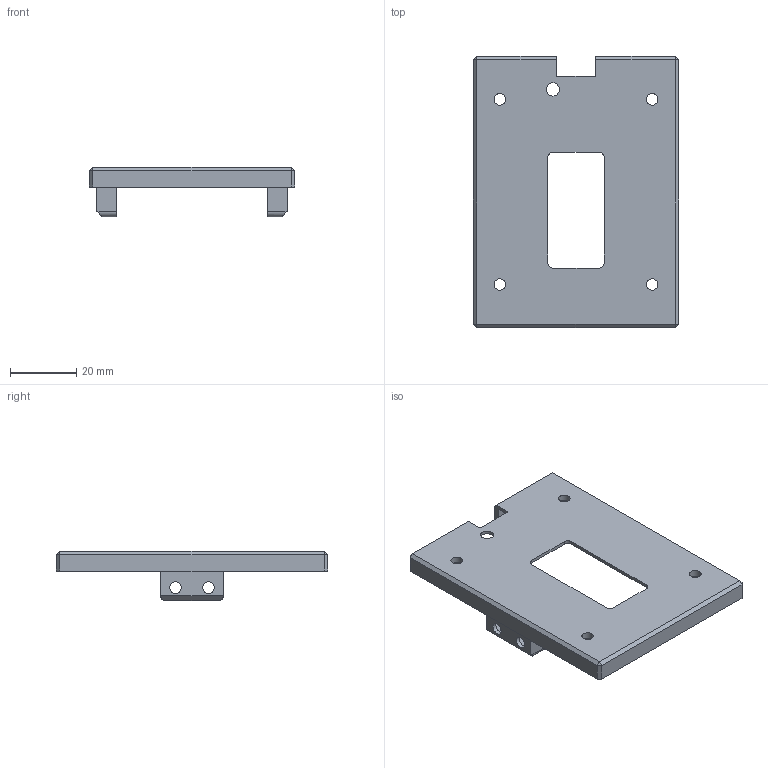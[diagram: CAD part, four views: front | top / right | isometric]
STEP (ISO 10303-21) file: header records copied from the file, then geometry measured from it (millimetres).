
FILE_DESCRIPTION(/* description */ (''),/* implementation_level */ '2;1');
FILE_NAME(/* name */ 'bodyA_longVersion v2.step',/* time_stamp */ '2021-02-18T07:04:07+01:00',/* author */ (''),/* organization */ (''),/* preprocessor_version */ 'ST-DEVELOPER v18.1',/* originating_system */ 'Autodesk Translation Framework v9.7.1.1290',/* authorisation */ '');
FILE_SCHEMA (('AUTOMOTIVE_DESIGN { 1 0 10303 214 3 1 1 }'));
Length unit declared in the file: millimetre
Products named in the file (1): bodyA_longVersion
Bounding box: 62 x 82 x 15 mm (x, y, z)
Volume: 15682.6 mm3; surface area: 13015.7 mm2
Topology: 1 solids, 1 shells, 137 faces, 359 edges, 230 vertices
Faces by surface type: plane 112, cylinder 25
Full cylindrical faces by diameter (mm): 3.5 x8, 4 x1
Entity records: 4215 total; most frequent: CARTESIAN_POINT 727, ORIENTED_EDGE 718, DIRECTION 681, EDGE_CURVE 359, LINE 313, VECTOR 313, VERTEX_POINT 230, AXIS2_PLACEMENT_3D 184
